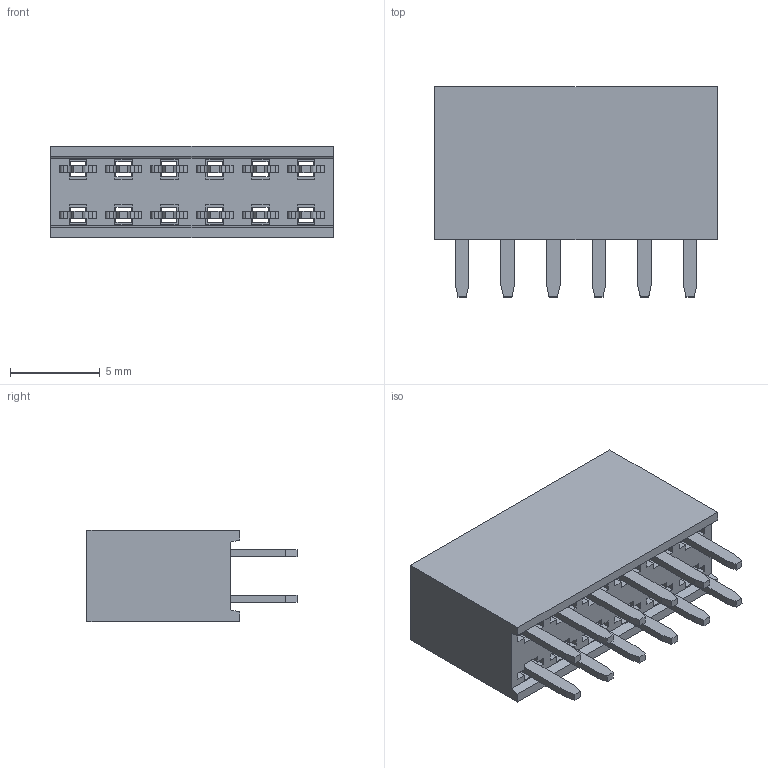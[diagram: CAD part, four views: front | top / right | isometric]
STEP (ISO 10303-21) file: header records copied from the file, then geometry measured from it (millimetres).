
FILE_DESCRIPTION (( 'STEP AP203' ), '1' );
FILE_NAME ('_ _ _C062LFBN-RC.STEP', '2016-08-19T09:05:40', ( 'LUANN HERRING' ), ( 'SULLINS' ), 'SwSTEP 2.0', 'SolidWorks 2015', '' );
FILE_SCHEMA (( 'CONFIG_CONTROL_DESIGN' ));
Length unit declared in the file: inch
Products named in the file (2): _ _ _C062LFBN-RC
Bounding box: 15.74 x 11.7 x 5.08 mm (x, y, z)
Volume: 556.3 mm3; surface area: 1512.8 mm2
Topology: 13 solids, 13 shells, 610 faces, 1716 edges, 1144 vertices
Faces by surface type: plane 466, cylinder 144
Entity records: 19729 total; most frequent: CARTESIAN_POINT 3472, ORIENTED_EDGE 3432, DIRECTION 3228, EDGE_CURVE 1716, VECTOR 1428, LINE 1428, VERTEX_POINT 1144, AXIS2_PLACEMENT_3D 900
